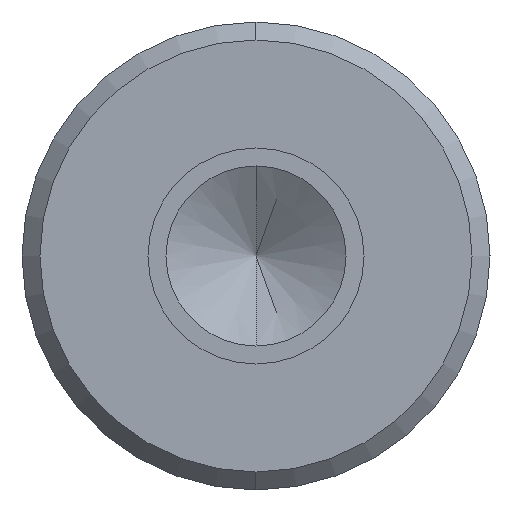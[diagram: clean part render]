
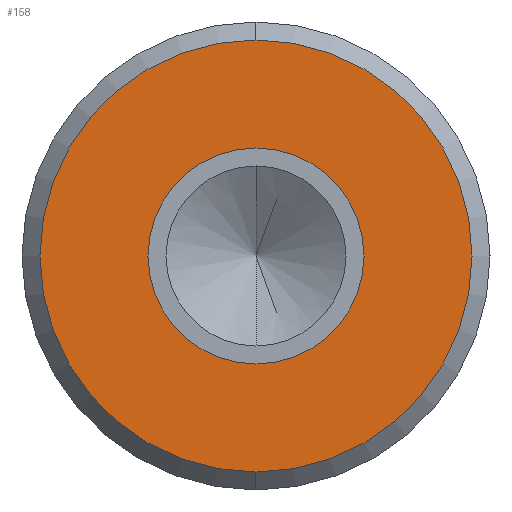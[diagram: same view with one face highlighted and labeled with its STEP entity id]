
A CAD part, left-side view. The second image highlights one B-rep face of the part: STEP entity #158.
In plain terms, the highlighted planar face has unit normal (-1, 0, 0).
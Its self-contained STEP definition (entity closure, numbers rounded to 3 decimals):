
#36 = EDGE_CURVE ( 'NONE', #213, #352, #368, .T. ) ;
#44 = EDGE_LOOP ( 'NONE', ( #116, #150 ) ) ;
#69 = DIRECTION ( 'NONE',  ( 0., 0., -1. ) ) ;
#98 = CARTESIAN_POINT ( 'NONE',  ( -40., 0., 0. ) ) ;
#107 = EDGE_LOOP ( 'NONE', ( #384, #329 ) ) ;
#116 = ORIENTED_EDGE ( 'NONE', *, *, #36, .T. ) ;
#132 = AXIS2_PLACEMENT_3D ( 'NONE', #98, #133, #69 ) ;
#133 = DIRECTION ( 'NONE',  ( -1., 0., 0. ) ) ;
#150 = ORIENTED_EDGE ( 'NONE', *, *, #351, .T. ) ;
#158 = ADVANCED_FACE ( 'NONE', ( #585, #590 ), #659, .F. ) ;
#189 = VERTEX_POINT ( 'NONE', #579 ) ;
#191 = VERTEX_POINT ( 'NONE', #627 ) ;
#213 = VERTEX_POINT ( 'NONE', #646 ) ;
#248 = EDGE_CURVE ( 'NONE', #191, #189, #683, .T. ) ;
#329 = ORIENTED_EDGE ( 'NONE', *, *, #341, .F. ) ;
#341 = EDGE_CURVE ( 'NONE', #189, #191, #830, .T. ) ;
#351 = EDGE_CURVE ( 'NONE', #352, #213, #793, .T. ) ;
#352 = VERTEX_POINT ( 'NONE', #782 ) ;
#368 = CIRCLE ( 'NONE', #132, 6. ) ;
#384 = ORIENTED_EDGE ( 'NONE', *, *, #248, .F. ) ;
#579 = CARTESIAN_POINT ( 'NONE',  ( -40., 0., -3. ) ) ;
#585 = FACE_OUTER_BOUND ( 'NONE', #44, .T. ) ;
#590 = FACE_BOUND ( 'NONE', #107, .T. ) ;
#603 = CARTESIAN_POINT ( 'NONE',  ( -40., 6.5, 0. ) ) ;
#627 = CARTESIAN_POINT ( 'NONE',  ( -40., 0., 3. ) ) ;
#630 = DIRECTION ( 'NONE',  ( 0., 0., -1. ) ) ;
#631 = DIRECTION ( 'NONE',  ( 1., 0., 0. ) ) ;
#634 = AXIS2_PLACEMENT_3D ( 'NONE', #603, #631, #630 ) ;
#646 = CARTESIAN_POINT ( 'NONE',  ( -40., 0., -6. ) ) ;
#659 = PLANE ( 'NONE',  #634 ) ;
#679 = DIRECTION ( 'NONE',  ( 0., 0., 1. ) ) ;
#680 = DIRECTION ( 'NONE',  ( -1., 0., 0. ) ) ;
#681 = CARTESIAN_POINT ( 'NONE',  ( -40., 0., 0. ) ) ;
#682 = AXIS2_PLACEMENT_3D ( 'NONE', #681, #680, #679 ) ;
#683 = CIRCLE ( 'NONE', #682, 3. ) ;
#778 = DIRECTION ( 'NONE',  ( 0., 0., -1. ) ) ;
#779 = DIRECTION ( 'NONE',  ( -1., 0., 0. ) ) ;
#780 = CARTESIAN_POINT ( 'NONE',  ( -40., 0., 0. ) ) ;
#782 = CARTESIAN_POINT ( 'NONE',  ( -40., 0., 6. ) ) ;
#793 = CIRCLE ( 'NONE', #825, 6. ) ;
#817 = AXIS2_PLACEMENT_3D ( 'NONE', #828, #827, #826 ) ;
#825 = AXIS2_PLACEMENT_3D ( 'NONE', #780, #779, #778 ) ;
#826 = DIRECTION ( 'NONE',  ( 0., 0., 1. ) ) ;
#827 = DIRECTION ( 'NONE',  ( -1., 0., 0. ) ) ;
#828 = CARTESIAN_POINT ( 'NONE',  ( -40., 0., 0. ) ) ;
#830 = CIRCLE ( 'NONE', #817, 3. ) ;
